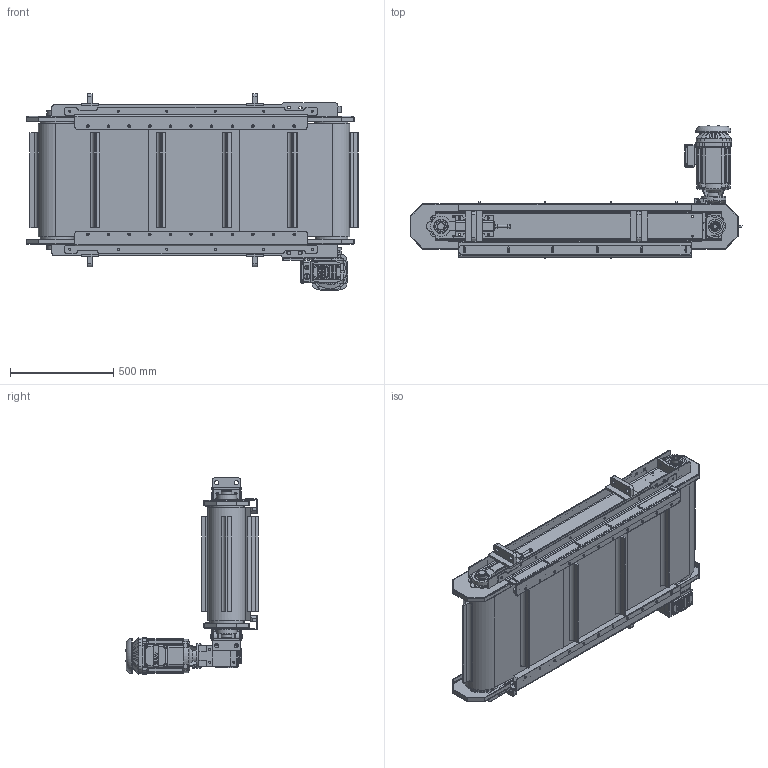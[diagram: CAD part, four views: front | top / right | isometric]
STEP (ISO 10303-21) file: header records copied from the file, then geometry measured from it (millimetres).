
FILE_DESCRIPTION(/* description */ ('Permanent overbelt NdFeB magnet 33/0800'),/* implementation_level */ '2;1');
FILE_NAME(/* name */ 'RONC080330.stp',/* time_stamp */ '2018-01-12T12:02:35+01:00',/* author */ ('ph'),/* organization */ (''),/* preprocessor_version */ 'ST-DEVELOPER v16.5',/* originating_system */ 'Autodesk Inventor 2017',/* authorisation */ '');
FILE_SCHEMA (('CONFIG_CONTROL_DESIGN'));
Length unit declared in the file: millimetre
Products named in the file (20): RONC080330; RONC_003_03; ROFC_002_03; ROFC_001_03; 15_8900040; 15_8500035; RONC_004_03; RONC_005_03; RONC_009_03; RONC_010_03; RONC_011_03; A213_030001; A213_030003; A213_030004; KA37DRN90L4_C_20171006_091955; 70_0100010; 50_1110025; 53_0006012; RONC_009_03_1; RONC_016_03
Assembly tree (34 placements, depth 2):
  RONC080330
    RONC_003_03
    ROFC_002_03
    ROFC_001_03
    15_8900040  x2
    15_8500035  x2
    RONC_004_03
    RONC_005_03
    RONC_009_03
    RONC_010_03  x2
    RONC_011_03  x2
    A213_030001  x2
    A213_030003  x2
    A213_030004  x2
    KA37DRN90L4_C_20171006_091955
    70_0100010  x4
    50_1110025  x4
    53_0006012
    RONC_009_03_1  x2
    RONC_016_03  x2
Bounding box: 1609.21 x 644.5 x 953.78 mm (x, y, z)
Volume: 93475660.7 mm3; surface area: 13772584.3 mm2
Topology: 53 solids, 64 shells, 2913 faces, 7485 edges, 4863 vertices
Faces by surface type: plane 1636, cylinder 975, cone 153, bspline 122, sphere 18, torus 9
Full cylindrical faces by diameter (mm): 1 x4, 4.917 x2, 5 x2, 6 x5, 6.5 x12, 6.6 x4, 7 x22, 7.782 x2, 8 x10, 8.376 x4, 8.5 x26, 9 x29, 9.188 x4, 9.32 x2, 10 x55, 10.106 x4, 10.5 x4, 11 x1, 11.5 x8, 12 x4, 12.3 x2, 13 x22, 14 x8, 15 x11, 15.4 x4, 18 x2, 20 x14, 25 x1, 28 x1, 30 x1
Entity records: 68945 total; most frequent: CARTESIAN_POINT 15181, DIRECTION 10656, ORIENTED_EDGE 10384, EDGE_CURVE 5189, AXIS2_PLACEMENT_3D 3626, VERTEX_POINT 3550, LINE 3404, VECTOR 3404
